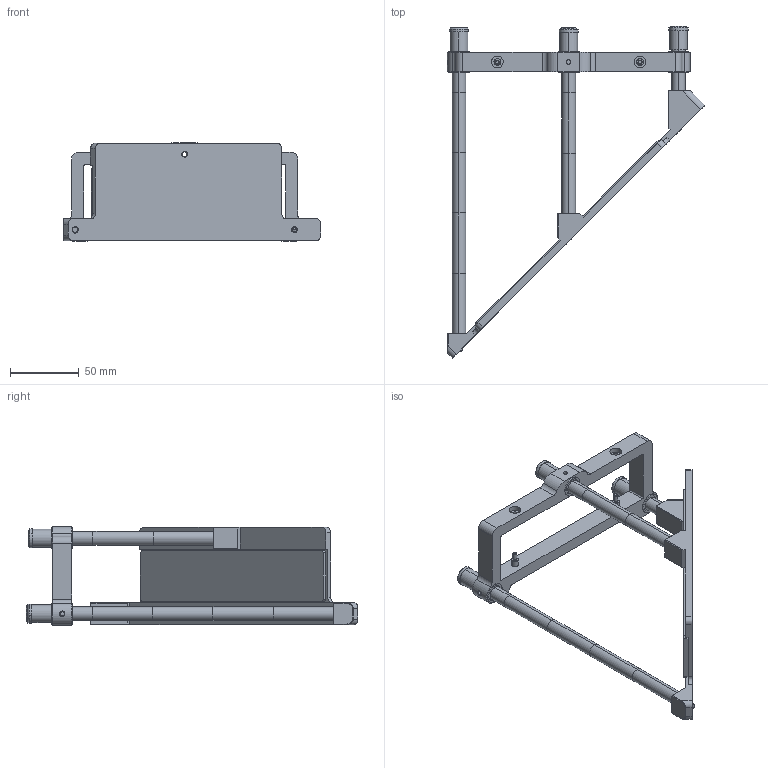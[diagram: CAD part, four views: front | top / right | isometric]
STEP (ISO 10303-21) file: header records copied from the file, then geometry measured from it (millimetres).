
FILE_DESCRIPTION (( 'STEP AP203' ), '1' );
FILE_NAME ('DP22527-B_CMMR4K120-L.step', '2022-01-12T13:51:04', ( '' ), ( '' ), 'SwSTEP 2.0', 'SolidWorks 2021', '' );
FILE_SCHEMA (( 'CONFIG_CONTROL_DESIGN' ));
Length unit declared in the file: millimetre
Products named in the file (1): DP22527-B_CMMR4K120-L
Bounding box: 187.62 x 242.03 x 72 mm (x, y, z)
Surface area: 81348.3 mm2 (no closed solid volume)
Topology: 0 solids, 37 shells, 268 faces, 737 edges, 501 vertices
Faces by surface type: plane 128, cylinder 108, cone 30, bspline 2
Entity records: 8944 total; most frequent: CARTESIAN_POINT 1895, DIRECTION 1545, ORIENTED_EDGE 1266, EDGE_CURVE 735, AXIS2_PLACEMENT_3D 563, VERTEX_POINT 501, LINE 419, VECTOR 419
